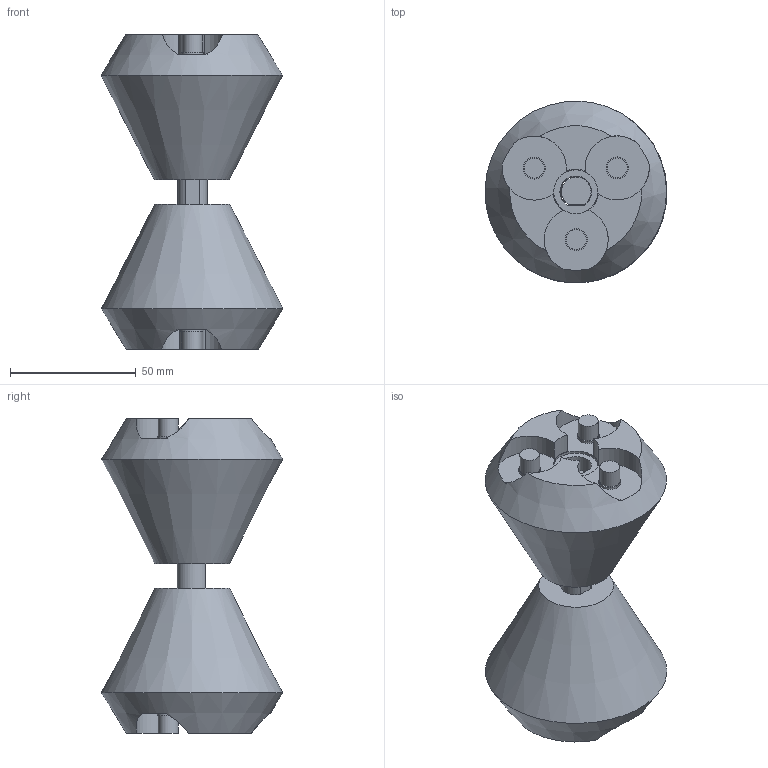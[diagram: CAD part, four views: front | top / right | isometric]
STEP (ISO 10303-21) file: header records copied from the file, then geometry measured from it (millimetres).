
FILE_DESCRIPTION(/* description */ (''),/* implementation_level */ '2;1');
FILE_NAME(/* name */ 'd7aca102-33c6-4067-868f-b001f966c0ff.stp',/* time_stamp */ '2017-01-11T00:00:47+00:00',/* author */ (''),/* organization */ (''),/* preprocessor_version */ 'ST-DEVELOPER v16.5',/* originating_system */ 'Autodesk Translation Framework v5.2.0.2920',/* authorisation */ '');
FILE_SCHEMA (('AUTOMOTIVE_DESIGN { 1 0 10303 214 3 1 1 }'));
Length unit declared in the file: millimetre
Products named in the file (1): Conical One Point One v5
Bounding box: 72.3 x 72.11 x 124.99 mm (x, y, z)
Volume: 253476.1 mm3; surface area: 38622.9 mm2
Topology: 3 solids, 3 shells, 68 faces, 142 edges, 94 vertices
Faces by surface type: cylinder 35, plane 29, cone 4
Full cylindrical faces by diameter (mm): 7.95 x6, 8.75 x6, 17.5 x2
Entity records: 1874 total; most frequent: CARTESIAN_POINT 391, DIRECTION 334, ORIENTED_EDGE 244, AXIS2_PLACEMENT_3D 155, EDGE_CURVE 122, EDGE_LOOP 104, VERTEX_POINT 92, CIRCLE 86
